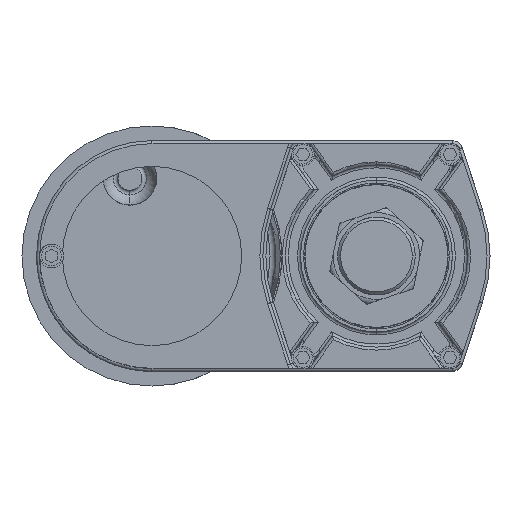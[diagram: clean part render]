
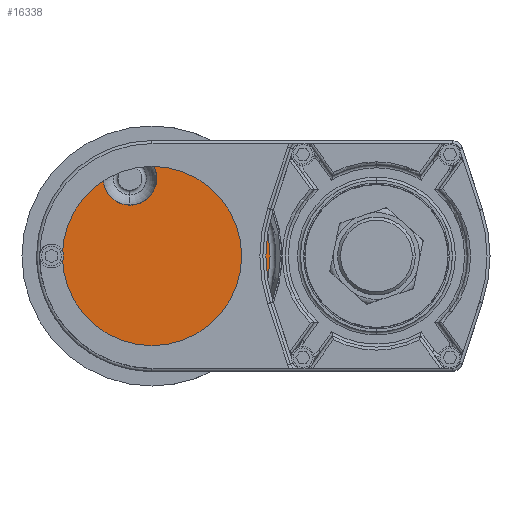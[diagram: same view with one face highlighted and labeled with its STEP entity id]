
A CAD part, left-side view. The second image highlights one B-rep face of the part: STEP entity #16338.
In plain terms, the highlighted planar face has unit normal (1, 0, 0).
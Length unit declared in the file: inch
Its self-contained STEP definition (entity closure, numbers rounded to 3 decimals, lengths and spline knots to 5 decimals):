
#62 = CARTESIAN_POINT ( 'NONE',  ( 10.76772, -0.29134, -1.37795 ) ) ;
#204 = EDGE_CURVE ( 'NONE', #9505, #671, #17785, .T. ) ;
#213 = LINE ( 'NONE', #14004, #1670 ) ;
#339 = EDGE_LOOP ( 'NONE', ( #14087, #12473, #1126, #6740, #3728, #3076, #8620, #17516, #13443, #17250, #13991, #9938, #16449 ) ) ;
#671 = VERTEX_POINT ( 'NONE', #14734 ) ;
#1072 = DIRECTION ( 'NONE',  ( 0., 0., -1. ) ) ;
#1126 = ORIENTED_EDGE ( 'NONE', *, *, #2330, .F. ) ;
#1670 = VECTOR ( 'NONE', #14156, 39.37008 ) ;
#1706 = EDGE_CURVE ( 'NONE', #8517, #6184, #11508, .T. ) ;
#1980 = EDGE_CURVE ( 'NONE', #4532, #15777, #3339, .T. ) ;
#2195 = AXIS2_PLACEMENT_3D ( 'NONE', #17303, #14882, #17266 ) ;
#2305 = DIRECTION ( 'NONE',  ( 0., 0., -1. ) ) ;
#2330 = EDGE_CURVE ( 'NONE', #15673, #4482, #14329, .T. ) ;
#2778 = DIRECTION ( 'NONE',  ( 0., 0., -1. ) ) ;
#2965 = EDGE_CURVE ( 'NONE', #9505, #15673, #11379, .T. ) ;
#3076 = ORIENTED_EDGE ( 'NONE', *, *, #4140, .T. ) ;
#3124 = DIRECTION ( 'NONE',  ( 0., 0., -1. ) ) ;
#3222 = EDGE_CURVE ( 'NONE', #11355, #6130, #4481, .T. ) ;
#3339 = LINE ( 'NONE', #5286, #5574 ) ;
#3728 = ORIENTED_EDGE ( 'NONE', *, *, #204, .T. ) ;
#3798 = VECTOR ( 'NONE', #11500, 39.37008 ) ;
#4002 = DIRECTION ( 'NONE',  ( -1., 0., 0. ) ) ;
#4032 = CARTESIAN_POINT ( 'NONE',  ( 10.76772, -0.29134, -1.02362 ) ) ;
#4140 = EDGE_CURVE ( 'NONE', #671, #15672, #213, .T. ) ;
#4172 = CARTESIAN_POINT ( 'NONE',  ( 10.76772, 0.27559, 1.49606 ) ) ;
#4376 = EDGE_CURVE ( 'NONE', #15672, #11355, #10197, .T. ) ;
#4481 = LINE ( 'NONE', #4172, #5812 ) ;
#4482 = VERTEX_POINT ( 'NONE', #62 ) ;
#4532 = VERTEX_POINT ( 'NONE', #12604 ) ;
#4575 = AXIS2_PLACEMENT_3D ( 'NONE', #11092, #16573, #12479 ) ;
#5286 = CARTESIAN_POINT ( 'NONE',  ( 10.76772, -0.27559, 1.62027 ) ) ;
#5574 = VECTOR ( 'NONE', #15821, 39.37008 ) ;
#5812 = VECTOR ( 'NONE', #16691, 39.37008 ) ;
#5835 = CARTESIAN_POINT ( 'NONE',  ( 10.76772, -0.27559, 1.53087 ) ) ;
#5968 = EDGE_CURVE ( 'NONE', #6130, #10028, #7002, .T. ) ;
#6130 = VERTEX_POINT ( 'NONE', #6750 ) ;
#6184 = VERTEX_POINT ( 'NONE', #15622 ) ;
#6685 = DIRECTION ( 'NONE',  ( 0., 0., -1. ) ) ;
#6740 = ORIENTED_EDGE ( 'NONE', *, *, #2965, .F. ) ;
#6750 = CARTESIAN_POINT ( 'NONE',  ( 10.76772, 0.27559, 1.49606 ) ) ;
#6882 = EDGE_CURVE ( 'NONE', #15777, #9427, #13622, .T. ) ;
#7002 = CIRCLE ( 'NONE', #10569, 0.27559 ) ;
#7506 = CARTESIAN_POINT ( 'NONE',  ( 10.76772, 0.00327, -1.22049 ) ) ;
#7753 = CARTESIAN_POINT ( 'NONE',  ( 10.76772, 0.27559, 1.53087 ) ) ;
#7810 = DIRECTION ( 'NONE',  ( 1., 0., 0. ) ) ;
#7927 = CARTESIAN_POINT ( 'NONE',  ( 10.76772, 0., 1.22047 ) ) ;
#7948 = CARTESIAN_POINT ( 'NONE',  ( 10.76772, -0.27559, -1.49606 ) ) ;
#8043 = DIRECTION ( 'NONE',  ( 0., 0., -1. ) ) ;
#8318 = CARTESIAN_POINT ( 'NONE',  ( 10.76772, 0., 1.49606 ) ) ;
#8517 = VERTEX_POINT ( 'NONE', #7948 ) ;
#8573 = AXIS2_PLACEMENT_3D ( 'NONE', #16031, #15782, #2778 ) ;
#8620 = ORIENTED_EDGE ( 'NONE', *, *, #4376, .T. ) ;
#9346 = CARTESIAN_POINT ( 'NONE',  ( 10.76772, -0.29134, -0.66929 ) ) ;
#9427 = VERTEX_POINT ( 'NONE', #15101 ) ;
#9505 = VERTEX_POINT ( 'NONE', #7506 ) ;
#9920 = DIRECTION ( 'NONE',  ( 1., 0., 0. ) ) ;
#9938 = ORIENTED_EDGE ( 'NONE', *, *, #6882, .T. ) ;
#10028 = VERTEX_POINT ( 'NONE', #7927 ) ;
#10197 = CIRCLE ( 'NONE', #13110, 1.55548 ) ;
#10305 = EDGE_CURVE ( 'NONE', #9427, #8517, #15166, .T. ) ;
#10468 = PLANE ( 'NONE',  #4575 ) ;
#10569 = AXIS2_PLACEMENT_3D ( 'NONE', #16816, #16747, #16841 ) ;
#11092 = CARTESIAN_POINT ( 'NONE',  ( 10.76772, 0., 1.63218 ) ) ;
#11203 = FACE_OUTER_BOUND ( 'NONE', #339, .T. ) ;
#11236 = AXIS2_PLACEMENT_3D ( 'NONE', #4032, #7810, #8043 ) ;
#11243 = CARTESIAN_POINT ( 'NONE',  ( 10.76772, 0., 0. ) ) ;
#11343 = DIRECTION ( 'NONE',  ( 0., 0., -1. ) ) ;
#11355 = VERTEX_POINT ( 'NONE', #7753 ) ;
#11379 = CIRCLE ( 'NONE', #16114, 0.35433 ) ;
#11500 = DIRECTION ( 'NONE',  ( 0., 0., 1. ) ) ;
#11503 = DIRECTION ( 'NONE',  ( 1., 0., 0. ) ) ;
#11508 = CIRCLE ( 'NONE', #8573, 0.27559 ) ;
#11551 = CARTESIAN_POINT ( 'NONE',  ( 10.76772, -0.27559, -1.49606 ) ) ;
#11630 = CARTESIAN_POINT ( 'NONE',  ( 10.76772, -0.29134, -1.02362 ) ) ;
#12164 = AXIS2_PLACEMENT_3D ( 'NONE', #8318, #4002, #2305 ) ;
#12473 = ORIENTED_EDGE ( 'NONE', *, *, #16586, .F. ) ;
#12479 = DIRECTION ( 'NONE',  ( 0., 0., -1. ) ) ;
#12604 = CARTESIAN_POINT ( 'NONE',  ( 10.76772, -0.27559, 1.49606 ) ) ;
#12931 = CARTESIAN_POINT ( 'NONE',  ( 10.76772, 0., 0. ) ) ;
#13110 = AXIS2_PLACEMENT_3D ( 'NONE', #12931, #14316, #3124 ) ;
#13443 = ORIENTED_EDGE ( 'NONE', *, *, #5968, .T. ) ;
#13622 = CIRCLE ( 'NONE', #14585, 1.55548 ) ;
#13991 = ORIENTED_EDGE ( 'NONE', *, *, #1980, .T. ) ;
#14004 = CARTESIAN_POINT ( 'NONE',  ( 10.76772, 0.27559, -1.62027 ) ) ;
#14087 = ORIENTED_EDGE ( 'NONE', *, *, #1706, .T. ) ;
#14109 = EDGE_CURVE ( 'NONE', #10028, #4532, #17192, .T. ) ;
#14156 = DIRECTION ( 'NONE',  ( 0., 0., -1. ) ) ;
#14304 = CIRCLE ( 'NONE', #17684, 0.35433 ) ;
#14316 = DIRECTION ( 'NONE',  ( 1., 0., 0. ) ) ;
#14329 = CIRCLE ( 'NONE', #11236, 0.35433 ) ;
#14428 = CARTESIAN_POINT ( 'NONE',  ( 10.76772, 0.27559, -1.53087 ) ) ;
#14585 = AXIS2_PLACEMENT_3D ( 'NONE', #11243, #9920, #11343 ) ;
#14734 = CARTESIAN_POINT ( 'NONE',  ( 10.76772, 0.27559, -1.49606 ) ) ;
#14882 = DIRECTION ( 'NONE',  ( -1., 0., 0. ) ) ;
#15101 = CARTESIAN_POINT ( 'NONE',  ( 10.76772, -0.27559, -1.53087 ) ) ;
#15166 = LINE ( 'NONE', #11551, #3798 ) ;
#15398 = CARTESIAN_POINT ( 'NONE',  ( 10.76772, -0.29134, -1.02362 ) ) ;
#15622 = CARTESIAN_POINT ( 'NONE',  ( 10.76772, -0.2477, -1.37526 ) ) ;
#15672 = VERTEX_POINT ( 'NONE', #14428 ) ;
#15673 = VERTEX_POINT ( 'NONE', #9346 ) ;
#15777 = VERTEX_POINT ( 'NONE', #5835 ) ;
#15782 = DIRECTION ( 'NONE',  ( -1., 0., 0. ) ) ;
#15821 = DIRECTION ( 'NONE',  ( 0., 0., 1. ) ) ;
#16031 = CARTESIAN_POINT ( 'NONE',  ( 10.76772, 0., -1.49606 ) ) ;
#16114 = AXIS2_PLACEMENT_3D ( 'NONE', #15398, #11503, #1072 ) ;
#16338 = ADVANCED_FACE ( 'NONE', ( #11203 ), #10468, .T. ) ;
#16449 = ORIENTED_EDGE ( 'NONE', *, *, #10305, .T. ) ;
#16573 = DIRECTION ( 'NONE',  ( 1., 0., 0. ) ) ;
#16586 = EDGE_CURVE ( 'NONE', #4482, #6184, #14304, .T. ) ;
#16691 = DIRECTION ( 'NONE',  ( 0., 0., -1. ) ) ;
#16747 = DIRECTION ( 'NONE',  ( -1., 0., 0. ) ) ;
#16816 = CARTESIAN_POINT ( 'NONE',  ( 10.76772, 0., 1.49606 ) ) ;
#16841 = DIRECTION ( 'NONE',  ( 0., 0., -1. ) ) ;
#17101 = DIRECTION ( 'NONE',  ( 1., 0., 0. ) ) ;
#17192 = CIRCLE ( 'NONE', #12164, 0.27559 ) ;
#17250 = ORIENTED_EDGE ( 'NONE', *, *, #14109, .T. ) ;
#17266 = DIRECTION ( 'NONE',  ( 0., 0., -1. ) ) ;
#17303 = CARTESIAN_POINT ( 'NONE',  ( 10.76772, 0., -1.49606 ) ) ;
#17516 = ORIENTED_EDGE ( 'NONE', *, *, #3222, .T. ) ;
#17684 = AXIS2_PLACEMENT_3D ( 'NONE', #11630, #17101, #6685 ) ;
#17785 = CIRCLE ( 'NONE', #2195, 0.27559 ) ;
